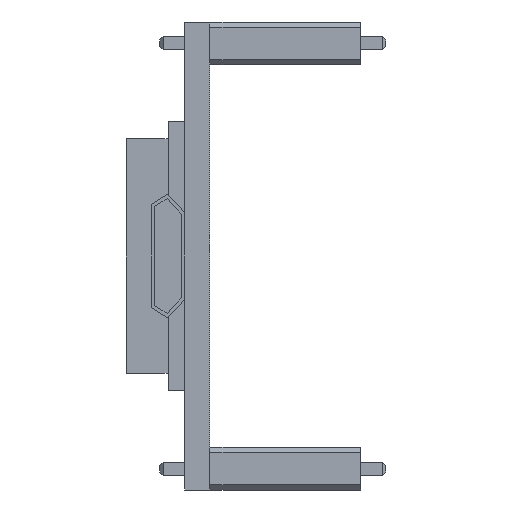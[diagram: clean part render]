
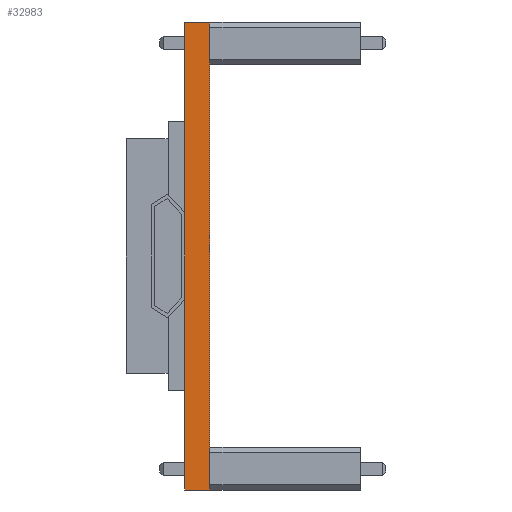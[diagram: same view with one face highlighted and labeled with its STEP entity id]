
A CAD part, left-side view. The second image highlights one B-rep face of the part: STEP entity #32983.
In plain terms, the highlighted planar face has unit normal (-1, 0, 0).
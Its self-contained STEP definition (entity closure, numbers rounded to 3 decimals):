
#544 = EDGE_LOOP ( 'NONE', ( #13094, #1322, #3989, #24299 ) ) ;
#1322 = ORIENTED_EDGE ( 'NONE', *, *, #20861, .F. ) ;
#1978 = VERTEX_POINT ( 'NONE', #4687 ) ;
#3117 = DIRECTION ( 'NONE',  ( 0., 0., 1. ) ) ;
#3357 = LINE ( 'NONE', #20657, #24771 ) ;
#3413 = PLANE ( 'NONE',  #9135 ) ;
#3989 = ORIENTED_EDGE ( 'NONE', *, *, #36455, .F. ) ;
#4687 = CARTESIAN_POINT ( 'NONE',  ( -24.13, 1.5, 13.97 ) ) ;
#6028 = CARTESIAN_POINT ( 'NONE',  ( -24.13, 0., 13.97 ) ) ;
#6331 = VECTOR ( 'NONE', #3117, 1000. ) ;
#7511 = VERTEX_POINT ( 'NONE', #34896 ) ;
#7811 = LINE ( 'NONE', #15775, #15477 ) ;
#9135 = AXIS2_PLACEMENT_3D ( 'NONE', #25871, #14638, #11863 ) ;
#10421 = DIRECTION ( 'NONE',  ( 0., 0., 1. ) ) ;
#11863 = DIRECTION ( 'NONE',  ( 0., 0., -1. ) ) ;
#12178 = DIRECTION ( 'NONE',  ( 0., -1., 0. ) ) ;
#13094 = ORIENTED_EDGE ( 'NONE', *, *, #25573, .T. ) ;
#14638 = DIRECTION ( 'NONE',  ( 1., 0., 0. ) ) ;
#14880 = CARTESIAN_POINT ( 'NONE',  ( -24.13, 1.5, 13.97 ) ) ;
#15477 = VECTOR ( 'NONE', #10421, 1000. ) ;
#15775 = CARTESIAN_POINT ( 'NONE',  ( -24.13, 1.5, 13.97 ) ) ;
#20657 = CARTESIAN_POINT ( 'NONE',  ( -24.13, 1.5, -13.97 ) ) ;
#20861 = EDGE_CURVE ( 'NONE', #1978, #27675, #27340, .T. ) ;
#24299 = ORIENTED_EDGE ( 'NONE', *, *, #29368, .T. ) ;
#24357 = VECTOR ( 'NONE', #31823, 1000. ) ;
#24410 = CARTESIAN_POINT ( 'NONE',  ( -24.13, 1.5, -13.97 ) ) ;
#24771 = VECTOR ( 'NONE', #12178, 1000. ) ;
#25573 = EDGE_CURVE ( 'NONE', #7511, #27675, #28361, .T. ) ;
#25871 = CARTESIAN_POINT ( 'NONE',  ( -24.13, 1.5, 13.97 ) ) ;
#27340 = LINE ( 'NONE', #14880, #24357 ) ;
#27675 = VERTEX_POINT ( 'NONE', #33530 ) ;
#28361 = LINE ( 'NONE', #6028, #6331 ) ;
#28840 = VERTEX_POINT ( 'NONE', #24410 ) ;
#29368 = EDGE_CURVE ( 'NONE', #28840, #7511, #3357, .T. ) ;
#31823 = DIRECTION ( 'NONE',  ( 0., -1., 0. ) ) ;
#32983 = ADVANCED_FACE ( 'NONE', ( #33798 ), #3413, .F. ) ;
#33530 = CARTESIAN_POINT ( 'NONE',  ( -24.13, 0., 13.97 ) ) ;
#33798 = FACE_OUTER_BOUND ( 'NONE', #544, .T. ) ;
#34896 = CARTESIAN_POINT ( 'NONE',  ( -24.13, 0., -13.97 ) ) ;
#36455 = EDGE_CURVE ( 'NONE', #28840, #1978, #7811, .T. ) ;
